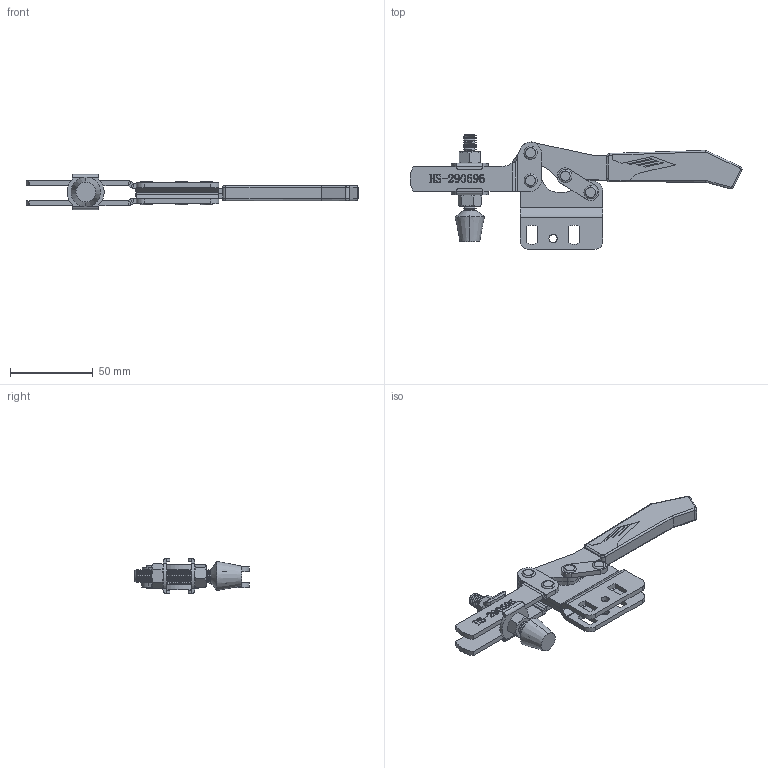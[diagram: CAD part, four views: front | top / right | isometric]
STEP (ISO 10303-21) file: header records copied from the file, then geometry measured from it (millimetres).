
FILE_DESCRIPTION (( 'STEP AP203' ), '1' );
FILE_NAME ('HS-290696 .STEP', '2022-07-26T01:08:38', ( '微软用户' ), ( '微软中国' ), 'SwSTEP 2.0', 'SolidWorks 2012', '' );
FILE_SCHEMA (( 'CONFIG_CONTROL_DESIGN' ));
Length unit declared in the file: millimetre
Products named in the file (13): HS-290696 ; FW-516; hex nut_ai_HNUT 0.3125-18-D-N; hex finished bolt_ai_HFBOLT 0.3125-18x2x2-S; 揤輸; 忒梟; 忒參; 菁釱衵 - 萵掛; 揤參酘; 揤參衵; 种; 蟀裝; 菁釱衵
Assembly tree (19 placements, depth 2):
  HS-290696 
    菁釱衵
    蟀裝  x2
    种  x4
    揤參衵
    揤參酘
    菁釱衵 - 萵掛
    忒參
    忒梟  x2
    揤輸
    hex finished bolt_ai_HFBOLT 0.3125-18x2x2-S
    hex nut_ai_HNUT 0.3125-18-D-N  x2
    FW-516  x2
Bounding box: 200.95 x 69.41 x 21.6 mm (x, y, z)
Volume: 47490.7 mm3; surface area: 41683.6 mm2
Topology: 19 solids, 19 shells, 1049 faces, 2672 edges, 1704 vertices
Faces by surface type: plane 416, cylinder 240, cone 188, bspline 177, torus 28
Entity records: 38975 total; most frequent: CARTESIAN_POINT 15174, ORIENTED_EDGE 4860, DIRECTION 4246, EDGE_CURVE 2430, VERTEX_POINT 1550, AXIS2_PLACEMENT_3D 1450, VECTOR 1346, LINE 1346
